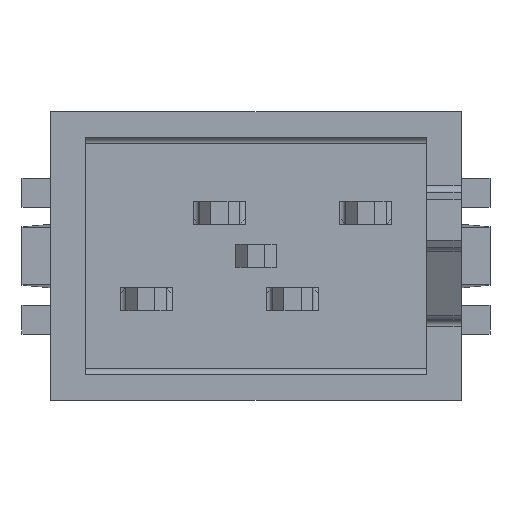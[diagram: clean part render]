
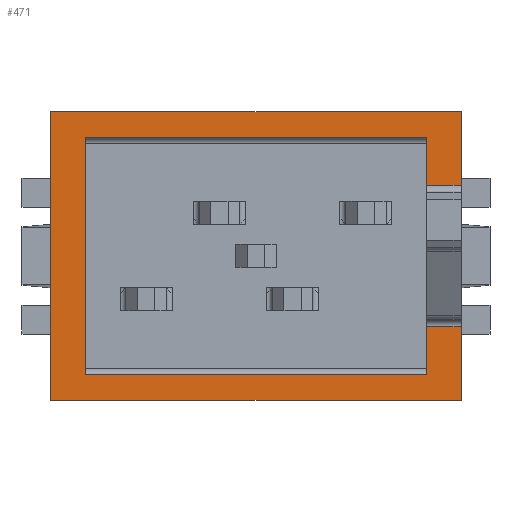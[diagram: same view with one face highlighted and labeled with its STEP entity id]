
A CAD part, top view. The second image highlights one B-rep face of the part: STEP entity #471.
In plain terms, the highlighted planar face has unit normal (0, 0, 1).
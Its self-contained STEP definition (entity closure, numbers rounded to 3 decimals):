
#471 = ADVANCED_FACE( '', ( #959 ), #960, .T. );
#959 = FACE_OUTER_BOUND( '', #1331, .T. );
#960 = PLANE( '', #1332 );
#1331 = EDGE_LOOP( '', ( #1840, #1841, #1842, #1843, #1844, #1845, #1846, #1847, #1848, #1849, #1850, #1851 ) );
#1332 = AXIS2_PLACEMENT_3D( '', #1852, #1853, #1854 );
#1840 = ORIENTED_EDGE( '', *, *, #3043, .T. );
#1841 = ORIENTED_EDGE( '', *, *, #3052, .T. );
#1842 = ORIENTED_EDGE( '', *, *, #3020, .T. );
#1843 = ORIENTED_EDGE( '', *, *, #3053, .T. );
#1844 = ORIENTED_EDGE( '', *, *, #3054, .T. );
#1845 = ORIENTED_EDGE( '', *, *, #3055, .T. );
#1846 = ORIENTED_EDGE( '', *, *, #3006, .T. );
#1847 = ORIENTED_EDGE( '', *, *, #3056, .T. );
#1848 = ORIENTED_EDGE( '', *, *, #3049, .T. );
#1849 = ORIENTED_EDGE( '', *, *, #3057, .T. );
#1850 = ORIENTED_EDGE( '', *, *, #3058, .T. );
#1851 = ORIENTED_EDGE( '', *, *, #3059, .T. );
#1852 = CARTESIAN_POINT( '', ( -3.555, -2.5, 3.6 ) );
#1853 = DIRECTION( '', ( 0., 0., 1. ) );
#1854 = DIRECTION( '', ( 1., 0., 0. ) );
#3006 = EDGE_CURVE( '', #3489, #3487, #3490, .T. );
#3020 = EDGE_CURVE( '', #3517, #3515, #3518, .T. );
#3043 = EDGE_CURVE( '', #3558, #3556, #3559, .T. );
#3049 = EDGE_CURVE( '', #3570, #3568, #3571, .T. );
#3052 = EDGE_CURVE( '', #3556, #3517, #3574, .T. );
#3053 = EDGE_CURVE( '', #3515, #3575, #3576, .T. );
#3054 = EDGE_CURVE( '', #3575, #3577, #3578, .T. );
#3055 = EDGE_CURVE( '', #3577, #3489, #3579, .T. );
#3056 = EDGE_CURVE( '', #3487, #3570, #3580, .F. );
#3057 = EDGE_CURVE( '', #3568, #3581, #3582, .T. );
#3058 = EDGE_CURVE( '', #3581, #3583, #3584, .T. );
#3059 = EDGE_CURVE( '', #3583, #3558, #3585, .T. );
#3487 = VERTEX_POINT( '', #4013 );
#3489 = VERTEX_POINT( '', #4015 );
#3490 = LINE( '', #4016, #4017 );
#3515 = VERTEX_POINT( '', #4054 );
#3517 = VERTEX_POINT( '', #4057 );
#3518 = LINE( '', #4058, #4059 );
#3556 = VERTEX_POINT( '', #4114 );
#3558 = VERTEX_POINT( '', #4116 );
#3559 = LINE( '', #4117, #4118 );
#3568 = VERTEX_POINT( '', #4129 );
#3570 = VERTEX_POINT( '', #4132 );
#3571 = LINE( '', #4133, #4134 );
#3574 = LINE( '', #4138, #4139 );
#3575 = VERTEX_POINT( '', #4140 );
#3576 = LINE( '', #4141, #4142 );
#3577 = VERTEX_POINT( '', #4143 );
#3578 = LINE( '', #4144, #4145 );
#3579 = LINE( '', #4146, #4147 );
#3580 = LINE( '', #4148, #4149 );
#3581 = VERTEX_POINT( '', #4150 );
#3582 = LINE( '', #4151, #4152 );
#3583 = VERTEX_POINT( '', #4153 );
#3584 = LINE( '', #4154, #4155 );
#3585 = LINE( '', #4156, #4157 );
#4013 = CARTESIAN_POINT( '', ( 3.555, -1.225, 3.6 ) );
#4015 = CARTESIAN_POINT( '', ( 3.555, -2.5, 3.6 ) );
#4016 = CARTESIAN_POINT( '', ( 3.555, -2.5, 3.6 ) );
#4017 = VECTOR( '', #4824, 1000. );
#4054 = CARTESIAN_POINT( '', ( 3.555, 2.5, 3.6 ) );
#4057 = CARTESIAN_POINT( '', ( 3.555, 1.225, 3.6 ) );
#4058 = CARTESIAN_POINT( '', ( 3.555, -2.5, 3.6 ) );
#4059 = VECTOR( '', #4838, 1000. );
#4114 = CARTESIAN_POINT( '', ( 2.955, 1.225, 3.6 ) );
#4116 = CARTESIAN_POINT( '', ( 2.955, 2.05, 3.6 ) );
#4117 = CARTESIAN_POINT( '', ( 2.955, -2.5, 3.6 ) );
#4118 = VECTOR( '', #4871, 1000. );
#4129 = CARTESIAN_POINT( '', ( 2.955, -2.05, 3.6 ) );
#4132 = CARTESIAN_POINT( '', ( 2.955, -1.225, 3.6 ) );
#4133 = CARTESIAN_POINT( '', ( 2.955, -2.5, 3.6 ) );
#4134 = VECTOR( '', #4881, 1000. );
#4138 = CARTESIAN_POINT( '', ( 3.555, 1.225, 3.6 ) );
#4139 = VECTOR( '', #4886, 1000. );
#4140 = CARTESIAN_POINT( '', ( -3.555, 2.5, 3.6 ) );
#4141 = CARTESIAN_POINT( '', ( 3.555, 2.5, 3.6 ) );
#4142 = VECTOR( '', #4887, 1000. );
#4143 = CARTESIAN_POINT( '', ( -3.555, -2.5, 3.6 ) );
#4144 = CARTESIAN_POINT( '', ( -3.555, 2.5, 3.6 ) );
#4145 = VECTOR( '', #4888, 1000. );
#4146 = CARTESIAN_POINT( '', ( -3.555, -2.5, 3.6 ) );
#4147 = VECTOR( '', #4889, 1000. );
#4148 = CARTESIAN_POINT( '', ( 2.955, -1.225, 3.6 ) );
#4149 = VECTOR( '', #4890, 1000. );
#4150 = CARTESIAN_POINT( '', ( -2.955, -2.05, 3.6 ) );
#4151 = CARTESIAN_POINT( '', ( -3.555, -2.05, 3.6 ) );
#4152 = VECTOR( '', #4891, 1000. );
#4153 = CARTESIAN_POINT( '', ( -2.955, 2.05, 3.6 ) );
#4154 = CARTESIAN_POINT( '', ( -2.955, -2.5, 3.6 ) );
#4155 = VECTOR( '', #4892, 1000. );
#4156 = CARTESIAN_POINT( '', ( -3.555, 2.05, 3.6 ) );
#4157 = VECTOR( '', #4893, 1000. );
#4824 = DIRECTION( '', ( 0., 1., 0. ) );
#4838 = DIRECTION( '', ( 0., 1., 0. ) );
#4871 = DIRECTION( '', ( 0., -1., 0. ) );
#4881 = DIRECTION( '', ( 0., -1., 0. ) );
#4886 = DIRECTION( '', ( 1., 0., 0. ) );
#4887 = DIRECTION( '', ( -1., 0., 0. ) );
#4888 = DIRECTION( '', ( 0., -1., 0. ) );
#4889 = DIRECTION( '', ( 1., 0., 0. ) );
#4890 = DIRECTION( '', ( 1., 0., 0. ) );
#4891 = DIRECTION( '', ( -1., 0., 0. ) );
#4892 = DIRECTION( '', ( 0., 1., 0. ) );
#4893 = DIRECTION( '', ( 1., 0., 0. ) );
